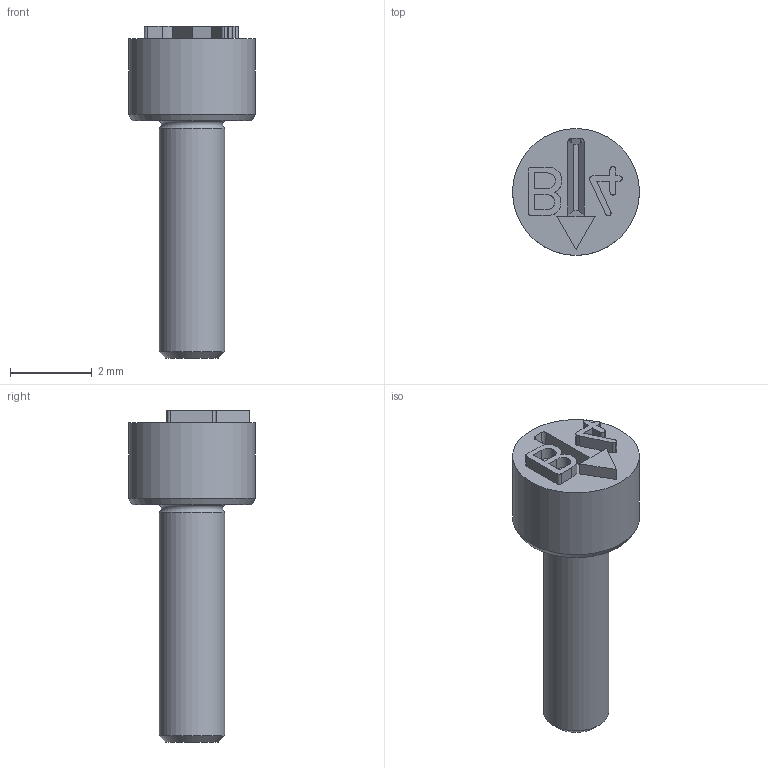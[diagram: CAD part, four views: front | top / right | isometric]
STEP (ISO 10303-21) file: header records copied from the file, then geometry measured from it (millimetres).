
FILE_DESCRIPTION(/* description */ (''),/* implementation_level */ '2;1');
FILE_NAME(/* name */ 'Dati-7000_O$6$00.stp',/* time_stamp */ '2025-09-02T15:56:36+02:00',/* author */ ('olafg'),/* organization */ (''),/* preprocessor_version */ 'ST-DEVELOPER v20',/* originating_system */ 'Autodesk Inventor 2024',/* authorisation */ '');
FILE_SCHEMA (('AUTOMOTIVE_DESIGN { 1 0 10303 214 3 1 1 }'));
Length unit declared in the file: millimetre
Products named in the file (1): 2005-05-00 Stelleinsatz
Bounding box: 3.1 x 3.1 x 8.11 mm (x, y, z)
Volume: 26.5 mm3; surface area: 72.1 mm2
Topology: 3 solids, 3 shells, 73 faces, 193 edges, 126 vertices
Faces by surface type: plane 37, bspline 29, cone 4, cylinder 2, torus 1
Full cylindrical faces by diameter (mm): 1.6 x1, 3.1 x1
Entity records: 2399 total; most frequent: CARTESIAN_POINT 740, ORIENTED_EDGE 382, DIRECTION 234, EDGE_CURVE 191, VERTEX_POINT 126, LINE 122, VECTOR 122, EDGE_LOOP 79
